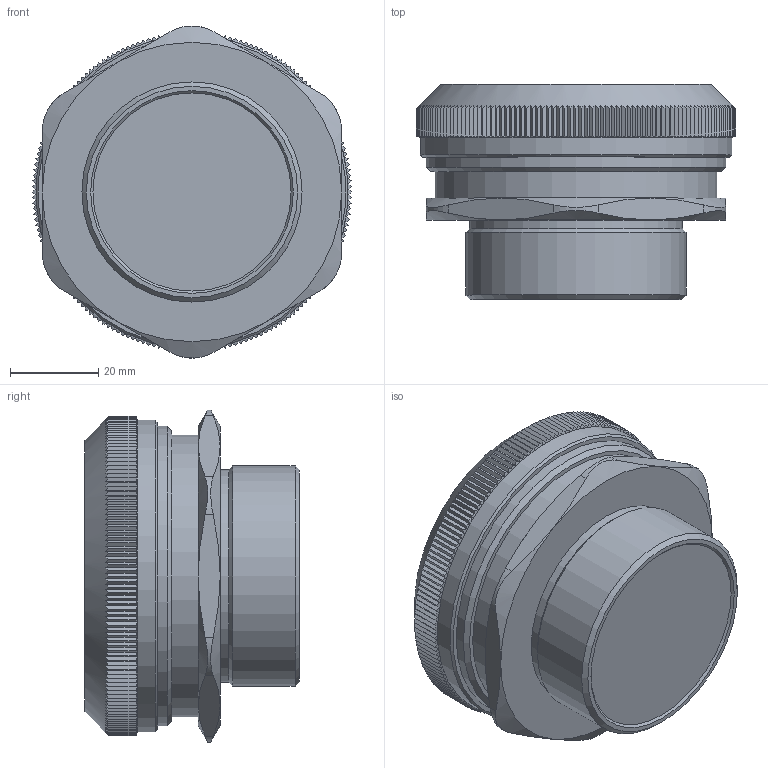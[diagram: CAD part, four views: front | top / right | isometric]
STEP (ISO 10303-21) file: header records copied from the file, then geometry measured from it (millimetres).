
FILE_DESCRIPTION(/* description */ (''),/* implementation_level */ '2;1');
FILE_NAME(/* name */ '',/* time_stamp */ '2024-07-26T11:26:38+07:00',/* author */ ('zeta-44'),/* organization */ (''),/* preprocessor_version */ 'ST-DEVELOPER v19.2',/* originating_system */ 'Autodesk Inventor 2024',/* authorisation */ '');
FILE_SCHEMA (('AUTOMOTIVE_DESIGN { 1 0 10303 214 3 1 1 }','MODEL_BASED_INTEGRATED_MANUFACTURING_SCHEMA'));
Length unit declared in the file: millimetre
Products named in the file (1): Деталь22
Bounding box: 72.5 x 48.8 x 75.4 mm (x, y, z)
Volume: 147765.7 mm3; surface area: 18741.8 mm2
Topology: 1 solids, 1 shells, 405 faces, 1175 edges, 778 vertices
Faces by surface type: plane 374, cone 19, cylinder 11, torus 1
Full cylindrical faces by diameter (mm): 48.4 x1, 50 x1, 64 x1, 68 x1, 71 x1
Entity records: 12919 total; most frequent: CARTESIAN_POINT 4003, ORIENTED_EDGE 2350, DIRECTION 1266, EDGE_CURVE 1175, VERTEX_POINT 778, AXIS2_PLACEMENT_3D 441, EDGE_LOOP 411, FACE_OUTER_BOUND 405
